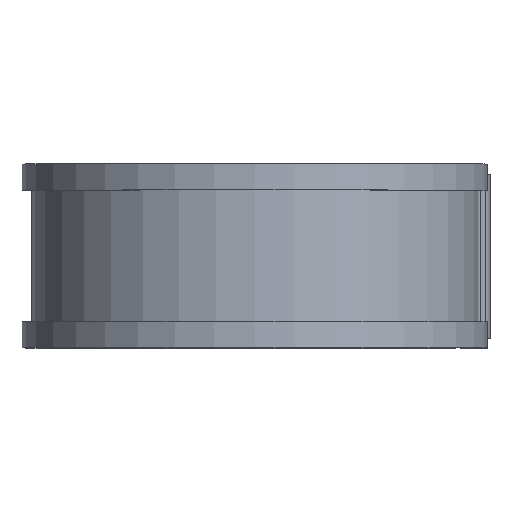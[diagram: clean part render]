
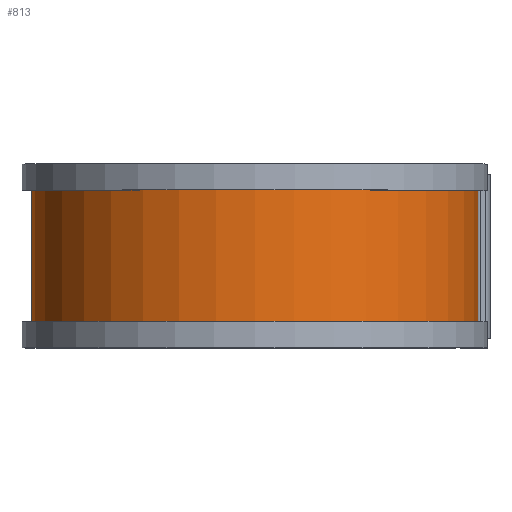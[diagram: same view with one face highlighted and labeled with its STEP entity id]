
A CAD part, top view. The second image highlights one B-rep face of the part: STEP entity #813.
In plain terms, the highlighted cylindrical face has radius 34.493 mm (diameter 68.986 mm), a partial arc.
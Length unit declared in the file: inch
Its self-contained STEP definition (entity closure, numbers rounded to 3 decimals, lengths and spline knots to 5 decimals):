
#55 = CYLINDRICAL_SURFACE ( 'NONE', #648, 1.358 ) ;
#58 = EDGE_CURVE ( 'NONE', #1278, #904, #757, .T. ) ;
#69 = FACE_OUTER_BOUND ( 'NONE', #1183, .T. ) ;
#169 = AXIS2_PLACEMENT_3D ( 'NONE', #423, #429, #434 ) ;
#199 = VECTOR ( 'NONE', #986, 39.37008 ) ;
#241 = LINE ( 'NONE', #457, #199 ) ;
#346 = CARTESIAN_POINT ( 'NONE',  ( 1.358, -0.4, 0. ) ) ;
#423 = CARTESIAN_POINT ( 'NONE',  ( 0., -0.4, 0. ) ) ;
#429 = DIRECTION ( 'NONE',  ( 0., -1., 0. ) ) ;
#434 = DIRECTION ( 'NONE',  ( 0., 0., -1. ) ) ;
#457 = CARTESIAN_POINT ( 'NONE',  ( 0., 0.5, -1.358 ) ) ;
#468 = CARTESIAN_POINT ( 'NONE',  ( 1.358, 0.4, 0. ) ) ;
#648 = AXIS2_PLACEMENT_3D ( 'NONE', #717, #741, #714 ) ;
#696 = CARTESIAN_POINT ( 'NONE',  ( 0., -0.4, -1.358 ) ) ;
#714 = DIRECTION ( 'NONE',  ( 0., 0., -1. ) ) ;
#717 = CARTESIAN_POINT ( 'NONE',  ( 0., 0.5, 0. ) ) ;
#741 = DIRECTION ( 'NONE',  ( 0., -1., 0. ) ) ;
#749 = VECTOR ( 'NONE', #1189, 39.37008 ) ;
#757 = LINE ( 'NONE', #1435, #749 ) ;
#776 = VERTEX_POINT ( 'NONE', #823 ) ;
#813 = ADVANCED_FACE ( 'NONE', ( #69 ), #55, .T. ) ;
#823 = CARTESIAN_POINT ( 'NONE',  ( 0., 0.4, -1.358 ) ) ;
#865 = CIRCLE ( 'NONE', #1488, 1.358 ) ;
#870 = CIRCLE ( 'NONE', #169, 1.358 ) ;
#898 = ORIENTED_EDGE ( 'NONE', *, *, #1070, .T. ) ;
#904 = VERTEX_POINT ( 'NONE', #346 ) ;
#917 = EDGE_CURVE ( 'NONE', #904, #1258, #870, .T. ) ;
#986 = DIRECTION ( 'NONE',  ( 0., -1., 0. ) ) ;
#1070 = EDGE_CURVE ( 'NONE', #1278, #776, #865, .T. ) ;
#1183 = EDGE_LOOP ( 'NONE', ( #1375, #898, #1304, #1492 ) ) ;
#1189 = DIRECTION ( 'NONE',  ( 0., -1., 0. ) ) ;
#1258 = VERTEX_POINT ( 'NONE', #696 ) ;
#1278 = VERTEX_POINT ( 'NONE', #468 ) ;
#1304 = ORIENTED_EDGE ( 'NONE', *, *, #1408, .T. ) ;
#1375 = ORIENTED_EDGE ( 'NONE', *, *, #58, .F. ) ;
#1408 = EDGE_CURVE ( 'NONE', #776, #1258, #241, .T. ) ;
#1435 = CARTESIAN_POINT ( 'NONE',  ( 1.358, 0.5, 0. ) ) ;
#1488 = AXIS2_PLACEMENT_3D ( 'NONE', #1576, #1552, #1543 ) ;
#1492 = ORIENTED_EDGE ( 'NONE', *, *, #917, .F. ) ;
#1543 = DIRECTION ( 'NONE',  ( 0., 0., -1. ) ) ;
#1552 = DIRECTION ( 'NONE',  ( 0., -1., 0. ) ) ;
#1576 = CARTESIAN_POINT ( 'NONE',  ( 0., 0.4, 0. ) ) ;
